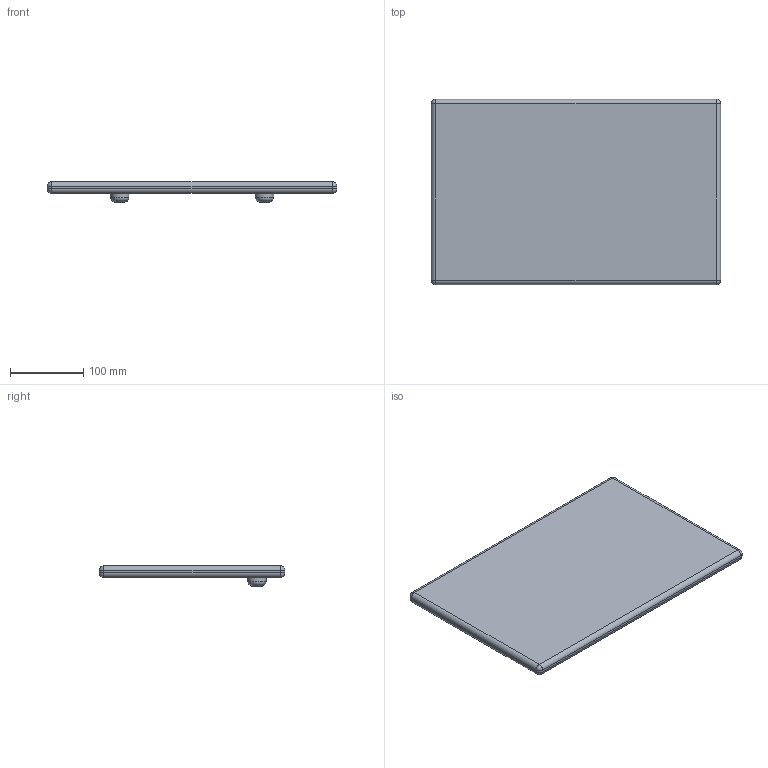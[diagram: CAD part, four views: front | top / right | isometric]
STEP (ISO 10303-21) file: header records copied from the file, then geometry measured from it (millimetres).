
FILE_DESCRIPTION(('Open CASCADE Model'),'2;1');
FILE_NAME('workboard','2025-09-02T23:42:52',('Author'),('Open CASCADE'), 'Open CASCADE STEP processor 7.8','build123d','Unknown');
FILE_SCHEMA(('AUTOMOTIVE_DESIGN { 1 0 10303 214 1 1 1 1 }'));
Length unit declared in the file: millimetre
Products named in the file (10): workboard; SOLID; workboard.magnets; feet.magnets; feet
Assembly tree (11 placements, depth 3):
  workboard
    workboard
      SOLID
    workboard.magnets
      SOLID  x2
    feet.magnets
      SOLID  x2
    feet
      SOLID
      SOLID
Bounding box: 396.24 x 254 x 27.94 mm (x, y, z)
Volume: 1584820.2 mm3; surface area: 225352.4 mm2
Topology: 7 solids, 7 shells, 50 faces, 84 edges, 42 vertices
Faces by surface type: plane 20, cylinder 20, sphere 8, revolution 2
Full cylindrical faces by diameter (mm): 23.4 x2, 25.4 x2, 28 x2, 30 x2
Entity records: 2111 total; most frequent: CARTESIAN_POINT 364, DIRECTION 324, ORIENTED_EDGE 140, PCURVE 140, DEFINITIONAL_REPRESENTATION 140, LINE 122, VECTOR 122, AXIS2_PLACEMENT_3D 94
